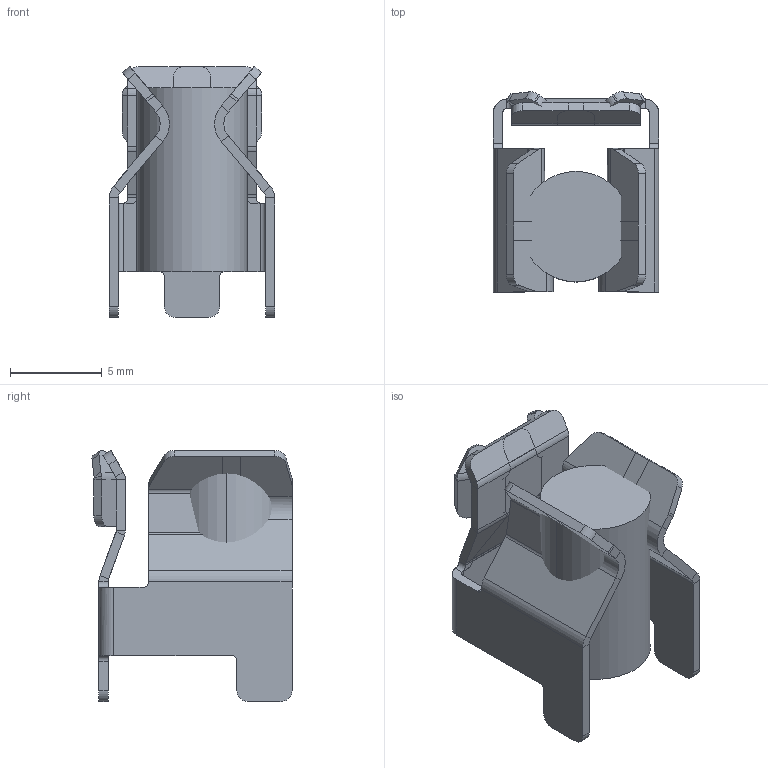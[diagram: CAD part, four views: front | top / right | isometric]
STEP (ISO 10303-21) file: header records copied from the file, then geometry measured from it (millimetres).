
FILE_DESCRIPTION (( 'STEP AP203' ), '1' );
FILE_NAME ('WSO-RM.V01_Copper Contact Left.STEP', '2018-12-21T08:02:28', ( '' ), ( '' ), 'SwSTEP 2.0', 'SolidWorks 2018', '' );
FILE_SCHEMA (( 'CONFIG_CONTROL_DESIGN' ));
Length unit declared in the file: millimetre
Products named in the file (1): WSO-RM.V01_Copper Contact Left
Bounding box: 9 x 10.88 x 13.65 mm (x, y, z)
Volume: 591.6 mm3; surface area: 1613.3 mm2
Topology: 3 solids, 3 shells, 340 faces, 822 edges, 488 vertices
Faces by surface type: plane 190, cylinder 126, bspline 24
Entity records: 11347 total; most frequent: CARTESIAN_POINT 3487, ORIENTED_EDGE 1644, DIRECTION 1596, EDGE_CURVE 822, AXIS2_PLACEMENT_3D 553, VECTOR 490, LINE 490, VERTEX_POINT 488
